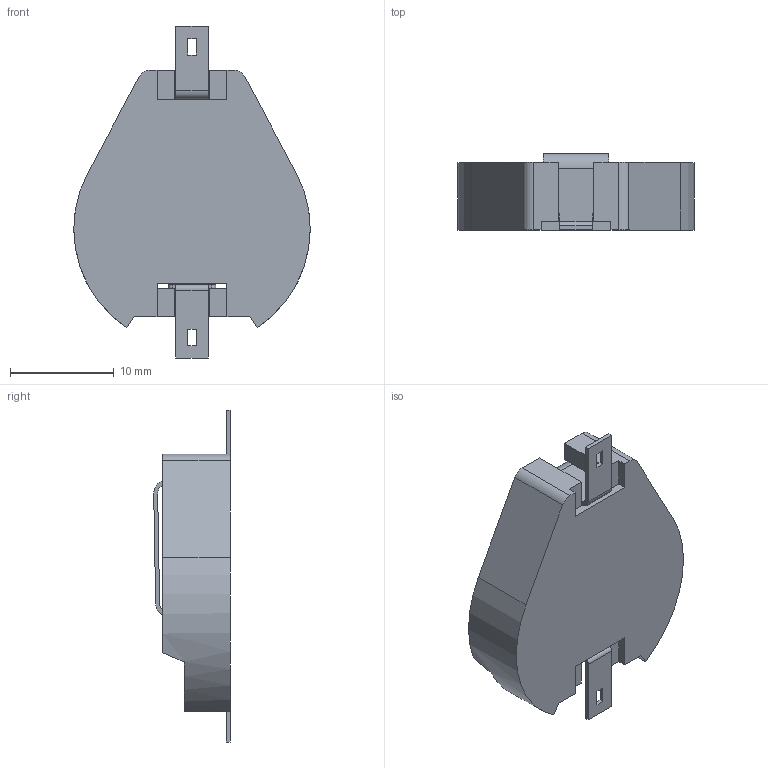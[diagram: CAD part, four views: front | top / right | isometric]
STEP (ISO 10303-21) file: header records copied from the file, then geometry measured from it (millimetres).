
FILE_DESCRIPTION (( 'STEP AP214' ), '1' );
FILE_NAME ('1093.STEP', '2013-04-23T17:41:24', ( 'Richard Maletta' ), ( '' ), 'SwSTEP 2.0', 'SolidWorks 2009', '' );
FILE_SCHEMA (( 'AUTOMOTIVE_DESIGN' ));
Length unit declared in the file: inch
Products named in the file (1): 1093
Bounding box: 22.76 x 7.37 x 31.95 mm (x, y, z)
Volume: 1733.1 mm3; surface area: 1936.4 mm2
Topology: 2 solids, 2 shells, 142 faces, 420 edges, 280 vertices
Faces by surface type: plane 121, cylinder 21
Entity records: 5950 total; most frequent: CARTESIAN_POINT 867, ORIENTED_EDGE 840, DIRECTION 750, EDGE_CURVE 420, VECTOR 360, LINE 360, VERTEX_POINT 280, AXIS2_PLACEMENT_3D 195
